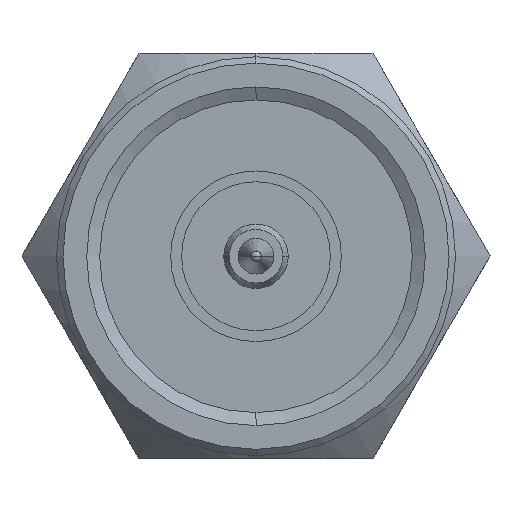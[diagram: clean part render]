
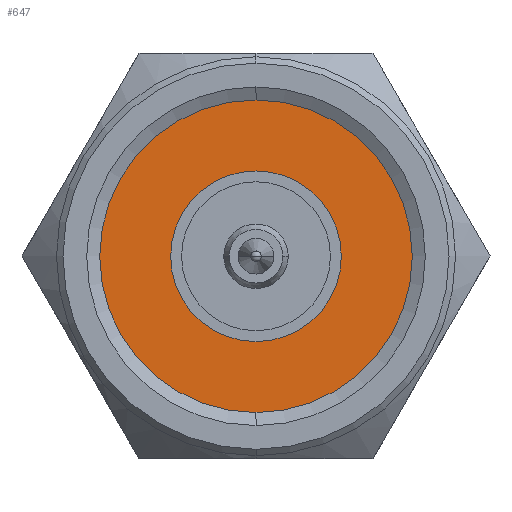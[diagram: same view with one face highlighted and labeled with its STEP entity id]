
A CAD part, left-side view. The second image highlights one B-rep face of the part: STEP entity #647.
In plain terms, the highlighted planar face has unit normal (-1, 0, 0).
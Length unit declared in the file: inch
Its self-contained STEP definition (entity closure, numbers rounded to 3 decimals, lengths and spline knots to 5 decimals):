
#16 = DIRECTION ( 'NONE',  ( 1., 0., 0. ) ) ;
#49 = DIRECTION ( 'NONE',  ( -1., 0., 0. ) ) ;
#51 = CIRCLE ( 'NONE', #1972, 0.15748 ) ;
#77 = DIRECTION ( 'NONE',  ( 1., 0., 0. ) ) ;
#80 = CIRCLE ( 'NONE', #435, 0.34395 ) ;
#146 = EDGE_LOOP ( 'NONE', ( #381, #1133 ) ) ;
#381 = ORIENTED_EDGE ( 'NONE', *, *, #1174, .F. ) ;
#425 = AXIS2_PLACEMENT_3D ( 'NONE', #1798, #1807, #1802 ) ;
#435 = AXIS2_PLACEMENT_3D ( 'NONE', #1710, #1717, #1727 ) ;
#513 = DIRECTION ( 'NONE',  ( 0., 0., 1. ) ) ;
#558 = CIRCLE ( 'NONE', #1954, 0.34395 ) ;
#647 = ADVANCED_FACE ( 'NONE', ( #2821, #1388 ), #1824, .T. ) ;
#730 = AXIS2_PLACEMENT_3D ( 'NONE', #1569, #49, #513 ) ;
#848 = CARTESIAN_POINT ( 'NONE',  ( 0.35943, 0., -0.34441 ) ) ;
#1030 = EDGE_LOOP ( 'NONE', ( #1935, #2885 ) ) ;
#1133 = ORIENTED_EDGE ( 'NONE', *, *, #2373, .F. ) ;
#1156 = CARTESIAN_POINT ( 'NONE',  ( 0.35943, 0., 0.15702 ) ) ;
#1174 = EDGE_CURVE ( 'NONE', #2485, #1318, #80, .T. ) ;
#1176 = EDGE_CURVE ( 'NONE', #2414, #2129, #1965, .T. ) ;
#1318 = VERTEX_POINT ( 'NONE', #2861 ) ;
#1368 = CARTESIAN_POINT ( 'NONE',  ( 0.35943, 0., -0.15794 ) ) ;
#1388 = FACE_OUTER_BOUND ( 'NONE', #146, .T. ) ;
#1390 = CARTESIAN_POINT ( 'NONE',  ( 0.35943, 0., -0.00046 ) ) ;
#1569 = CARTESIAN_POINT ( 'NONE',  ( 0.35943, 0., -0.34441 ) ) ;
#1690 = CARTESIAN_POINT ( 'NONE',  ( 0.35943, 0., -0.00046 ) ) ;
#1710 = CARTESIAN_POINT ( 'NONE',  ( 0.35943, 0., -0.00046 ) ) ;
#1717 = DIRECTION ( 'NONE',  ( 1., 0., 0. ) ) ;
#1727 = DIRECTION ( 'NONE',  ( 0., 0., -1. ) ) ;
#1798 = CARTESIAN_POINT ( 'NONE',  ( 0.35943, 0., -0.00046 ) ) ;
#1802 = DIRECTION ( 'NONE',  ( 0., 0., -1. ) ) ;
#1807 = DIRECTION ( 'NONE',  ( 1., 0., 0. ) ) ;
#1824 = PLANE ( 'NONE',  #730 ) ;
#1854 = DIRECTION ( 'NONE',  ( 0., 0., -1. ) ) ;
#1935 = ORIENTED_EDGE ( 'NONE', *, *, #2340, .T. ) ;
#1954 = AXIS2_PLACEMENT_3D ( 'NONE', #1690, #77, #2658 ) ;
#1965 = CIRCLE ( 'NONE', #425, 0.15748 ) ;
#1972 = AXIS2_PLACEMENT_3D ( 'NONE', #1390, #16, #1854 ) ;
#2129 = VERTEX_POINT ( 'NONE', #1368 ) ;
#2340 = EDGE_CURVE ( 'NONE', #2129, #2414, #51, .T. ) ;
#2373 = EDGE_CURVE ( 'NONE', #1318, #2485, #558, .T. ) ;
#2414 = VERTEX_POINT ( 'NONE', #1156 ) ;
#2485 = VERTEX_POINT ( 'NONE', #848 ) ;
#2658 = DIRECTION ( 'NONE',  ( 0., 0., -1. ) ) ;
#2821 = FACE_BOUND ( 'NONE', #1030, .T. ) ;
#2861 = CARTESIAN_POINT ( 'NONE',  ( 0.35943, 0., 0.34349 ) ) ;
#2885 = ORIENTED_EDGE ( 'NONE', *, *, #1176, .T. ) ;
